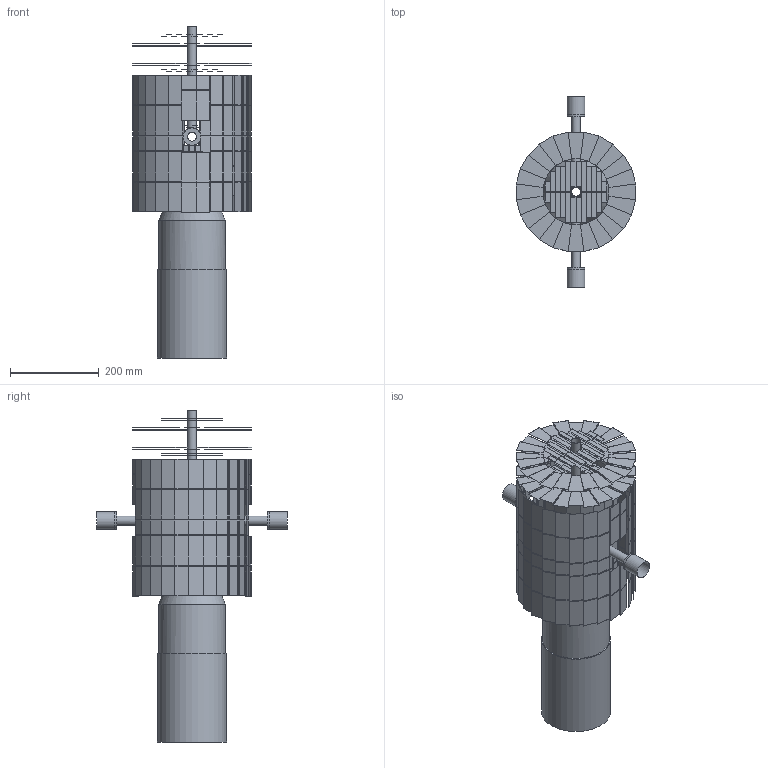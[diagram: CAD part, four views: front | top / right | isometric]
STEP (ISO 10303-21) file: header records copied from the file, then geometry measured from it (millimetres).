
FILE_DESCRIPTION((''),'2;1');
FILE_NAME('Mvd-2.0_Pv-3.0_Sv-3.2_ActiveSensor.stp','2009-05-31T23:58:30',('thomas'),(''),'Autodesk Inventor 2008','Autodesk Inventor 2008','');
FILE_SCHEMA(('AUTOMOTIVE_DESIGN { 1 0 10303 214 1 1 1 1 }'));
Length unit declared in the file: millimetre
Products named in the file (61): Mvd-2.0_Pv-3.0_Sv-3.2; Pv-3.0 (Sensitive); beam-pipe; beam_pipe; Pixel-Fwd (Sensitive); Pixel-Fwd_1 (Sensitive); Pixel_Sdk (Sensitive); Pixel_Smod_3x2 (Sensitive); Pixel_Mod_2 (Sensitive); Pixel_Sens_2 (Sensitive); PixelActive_2; Pixel_Smod_1x4 (Sensitive); Pixel_Mod_4 (Sensitive); Pixel_Sens_4 (Sensitive); PixelActive_4; Pixel_Ldk_3-4_Top28 (Sensitive); Pixel_Smod_2x4_4x5 (Sensitive); Pixel_Mod_5 (Sensitive); Pixel_Sens_5 (Sensitive); PixelActive_5; Pixel_Smod_2x2_2x5_2x6 (Sensitive); Pixel_Mod_6 (Sensitive); Pixel_Sens_6 (Sensitive); PixelActive_6; Pixel_Ldk_3-4_Top26 (Sensitive); Pixel_Ldk_5-6 (Sensitive); Pixel-Fwd_2 (Sensitive); Pixel-Hshell (Sensitive); Pixel_Bl2 (Sensitive); Pixel_Smod_1x6_Bl (Sensitive); Pixel_Smod_1x12_Bl (Sensitive); Pixel_Bl1 (Sensitive); Pixel_Smod_1x2_Bl (Sensitive); Pixel_Smod_1x5_Bl (Sensitive); Sv-3.2 (Sensitive); Fwd (Sensitive); Strip_Ldk_5-6 (Sensitive); Strip_Smod_N2_Trap_S (Sensitive); Strip_Mod_2Sens_Trap_S (Sensitive); Strip_Sens_TrapM (Sensitive) ...
Assembly tree (175 placements, depth 9):
  Mvd-2.0_Pv-3.0_Sv-3.2
    Pv-3.0 (Sensitive)
      beam-pipe
        beam_pipe
      Pixel-Fwd (Sensitive)
        Pixel-Fwd_1 (Sensitive)
          Pixel_Sdk (Sensitive)  x2
            Pixel_Smod_3x2 (Sensitive)
              Pixel_Mod_2 (Sensitive)  x3
                Pixel_Sens_2 (Sensitive)
                  PixelActive_2
            Pixel_Smod_1x4 (Sensitive)
              Pixel_Mod_4 (Sensitive)
                Pixel_Sens_4 (Sensitive)
                  PixelActive_4
          Pixel_Ldk_3-4_Top28 (Sensitive)
            Pixel_Smod_2x4_4x5 (Sensitive)
              Pixel_Mod_4 (Sensitive)  x2
                Pixel_Sens_4 (Sensitive)
                  PixelActive_4
              Pixel_Mod_5 (Sensitive)  x4
                Pixel_Sens_5 (Sensitive)
                  PixelActive_5
            Pixel_Smod_2x2_2x5_2x6 (Sensitive)
              Pixel_Mod_6 (Sensitive)  x2
                Pixel_Sens_6 (Sensitive)
                  PixelActive_6
              Pixel_Mod_5 (Sensitive)  x2
                Pixel_Sens_5 (Sensitive)
                  PixelActive_5
              Pixel_Mod_2 (Sensitive)  x2
                Pixel_Sens_2 (Sensitive)
                  PixelActive_2
          Pixel_Ldk_3-4_Top26 (Sensitive)
            Pixel_Smod_2x4_4x5 (Sensitive)
              Pixel_Mod_4 (Sensitive)  x2
                Pixel_Sens_4 (Sensitive)
                  PixelActive_4
              Pixel_Mod_5 (Sensitive)  x4
                Pixel_Sens_5 (Sensitive)
                  PixelActive_5
            Pixel_Smod_2x2_2x5_2x6 (Sensitive)
              Pixel_Mod_6 (Sensitive)  x2
                Pixel_Sens_6 (Sensitive)
                  PixelActive_6
              Pixel_Mod_5 (Sensitive)  x2
                Pixel_Sens_5 (Sensitive)
                  PixelActive_5
              Pixel_Mod_2 (Sensitive)  x2
                Pixel_Sens_2 (Sensitive)
                  PixelActive_2
          Pixel_Ldk_5-6 (Sensitive)  x2
            Pixel_Smod_2x4_4x5 (Sensitive)
              Pixel_Mod_4 (Sensitive)  x2
                Pixel_Sens_4 (Sensitive)
                  PixelActive_4
              Pixel_Mod_5 (Sensitive)  x4
                Pixel_Sens_5 (Sensitive)
                  PixelActive_5
            Pixel_Smod_2x2_2x5_2x6 (Sensitive)
Bounding box: 270.09 x 430 x 750 mm (x, y, z)
Volume: 491315.5 mm3; surface area: 1735500.7 mm2
Topology: 431 solids, 431 shells, 2608 faces, 5222 edges, 3481 vertices
Faces by surface type: plane 2591, cylinder 15, cone 2
Full cylindrical faces by diameter (mm): 20 x4, 20.4 x4, 39.6 x2, 40 x2, 150 x1, 150.4 x1, 156 x1
Entity records: 4830 total; most frequent: CARTESIAN_POINT 1010, DIRECTION 744, AXIS2_PLACEMENT_3D 330, ORIENTED_EDGE 256, PRODUCT_DEFINITION_SHAPE 236, NEXT_ASSEMBLY_USAGE_OCCURRENCE 175, ITEM_DEFINED_TRANSFORMATION 175, CONTEXT_DEPENDENT_SHAPE_REPRESENTATION 175
